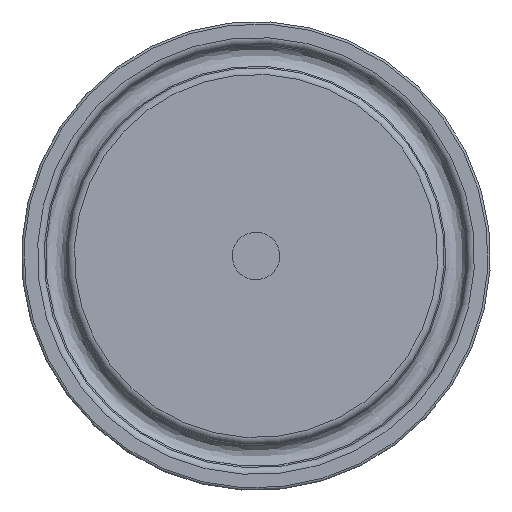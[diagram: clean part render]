
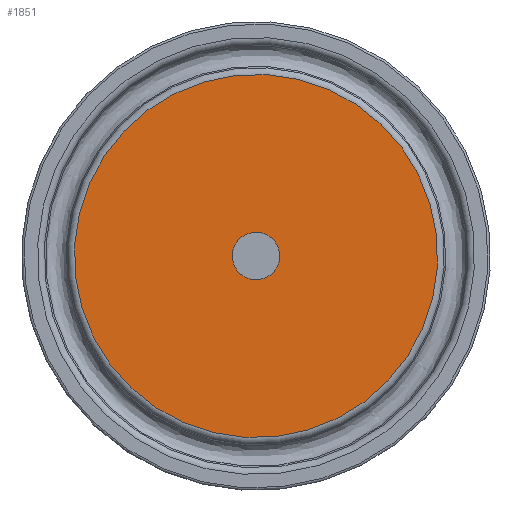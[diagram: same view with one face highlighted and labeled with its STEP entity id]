
A CAD part, left-side view. The second image highlights one B-rep face of the part: STEP entity #1851.
In plain terms, the highlighted planar face has unit normal (-1, 0, 0).
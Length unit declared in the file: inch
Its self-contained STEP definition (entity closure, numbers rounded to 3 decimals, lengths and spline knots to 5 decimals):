
#1800=CARTESIAN_POINT('',(-0.152,0.52801,-0.5564));
#1801=VERTEX_POINT('',#1800);
#1802=CARTESIAN_POINT('',(-0.152,0.,0.));
#1803=DIRECTION('',(1.0,0.,0.));
#1804=DIRECTION('',(0.,-0.688,0.725));
#1805=AXIS2_PLACEMENT_3D('',#1802,#1803,#1804);
#1806=CIRCLE('',#1805,0.76706);
#1807=EDGE_CURVE('',#1801,#1801,#1806,.T.);
#1832=CARTESIAN_POINT('',(-0.152,0.30549,-0.32191));
#1833=DIRECTION('',(-1.0,0.0,0.0));
#1834=DIRECTION('',(0.0,0.725,0.688));
#1835=AXIS2_PLACEMENT_3D('',#1832,#1833,#1834);
#1836=PLANE('',#1835);
#1837=ORIENTED_EDGE('',*,*,#1807,.F.);
#1838=EDGE_LOOP('',(#1837));
#1839=FACE_OUTER_BOUND('',#1838,.T.);
#1840=CARTESIAN_POINT('',(-0.152,0.06884,-0.07254));
#1841=VERTEX_POINT('',#1840);
#1842=CARTESIAN_POINT('',(-0.152,0.,0.));
#1843=DIRECTION('',(-1.0,0.,0.));
#1844=DIRECTION('',(0.,0.688,-0.725));
#1845=AXIS2_PLACEMENT_3D('',#1842,#1843,#1844);
#1846=CIRCLE('',#1845,0.1);
#1847=EDGE_CURVE('',#1841,#1841,#1846,.T.);
#1848=ORIENTED_EDGE('',*,*,#1847,.F.);
#1849=EDGE_LOOP('',(#1848));
#1850=FACE_BOUND('',#1849,.T.);
#1851=ADVANCED_FACE('',(#1839,#1850),#1836,.T.);
